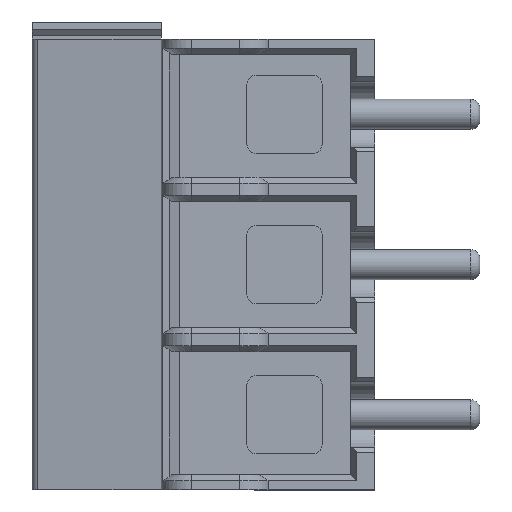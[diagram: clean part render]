
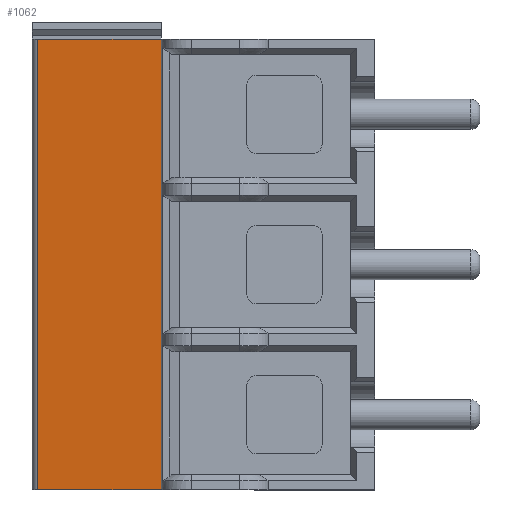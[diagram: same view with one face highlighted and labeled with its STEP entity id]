
A CAD part, left-side view. The second image highlights one B-rep face of the part: STEP entity #1062.
In plain terms, the highlighted face is planar.
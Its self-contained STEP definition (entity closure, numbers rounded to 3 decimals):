
#492 = VERTEX_POINT ( 'NONE', #9553 ) ;
#1062 = ADVANCED_FACE ( 'NONE', ( #4842 ), #9025, .T. ) ;
#1118 = VECTOR ( 'NONE', #2985, 1000. ) ;
#1504 = VERTEX_POINT ( 'NONE', #6479 ) ;
#2110 = CARTESIAN_POINT ( 'NONE',  ( 54.205, 34.003, 12.648 ) ) ;
#2382 = EDGE_CURVE ( 'NONE', #492, #1504, #8088, .T. ) ;
#2587 = ORIENTED_EDGE ( 'NONE', *, *, #8377, .T. ) ;
#2985 = DIRECTION ( 'NONE',  ( 0., 1., 0. ) ) ;
#3133 = CARTESIAN_POINT ( 'NONE',  ( 54.205, 31.353, 12.648 ) ) ;
#3450 = VERTEX_POINT ( 'NONE', #2110 ) ;
#3769 = ORIENTED_EDGE ( 'NONE', *, *, #11496, .F. ) ;
#3807 = DIRECTION ( 'NONE',  ( -0.122, 0., 0.993 ) ) ;
#3891 = CARTESIAN_POINT ( 'NONE',  ( 53.7, 49.003, 16.767 ) ) ;
#4842 = FACE_OUTER_BOUND ( 'NONE', #6743, .T. ) ;
#5888 = LINE ( 'NONE', #13399, #6116 ) ;
#5985 = DIRECTION ( 'NONE',  ( 0.122, 0., -0.993 ) ) ;
#6116 = VECTOR ( 'NONE', #3807, 1000. ) ;
#6479 = CARTESIAN_POINT ( 'NONE',  ( 54.205, 49.003, 12.648 ) ) ;
#6559 = VERTEX_POINT ( 'NONE', #9239 ) ;
#6743 = EDGE_LOOP ( 'NONE', ( #7039, #3769, #2587, #12063 ) ) ;
#7039 = ORIENTED_EDGE ( 'NONE', *, *, #10284, .T. ) ;
#7813 = LINE ( 'NONE', #9992, #12107 ) ;
#8088 = LINE ( 'NONE', #3891, #8215 ) ;
#8192 = DIRECTION ( 'NONE',  ( 0.993, 0., 0.122 ) ) ;
#8215 = VECTOR ( 'NONE', #5985, 1000. ) ;
#8377 = EDGE_CURVE ( 'NONE', #3450, #1504, #9538, .T. ) ;
#9025 = PLANE ( 'NONE',  #11544 ) ;
#9239 = CARTESIAN_POINT ( 'NONE',  ( 53.7, 34.003, 16.767 ) ) ;
#9538 = LINE ( 'NONE', #3133, #1118 ) ;
#9553 = CARTESIAN_POINT ( 'NONE',  ( 53.7, 49.003, 16.767 ) ) ;
#9992 = CARTESIAN_POINT ( 'NONE',  ( 53.7, 31.353, 16.767 ) ) ;
#10284 = EDGE_CURVE ( 'NONE', #492, #6559, #7813, .T. ) ;
#11138 = DIRECTION ( 'NONE',  ( 0.122, 0., -0.993 ) ) ;
#11496 = EDGE_CURVE ( 'NONE', #3450, #6559, #5888, .T. ) ;
#11544 = AXIS2_PLACEMENT_3D ( 'NONE', #12266, #8192, #11138 ) ;
#12063 = ORIENTED_EDGE ( 'NONE', *, *, #2382, .F. ) ;
#12107 = VECTOR ( 'NONE', #13360, 1000. ) ;
#12266 = CARTESIAN_POINT ( 'NONE',  ( 54.199, 31.353, 12.697 ) ) ;
#13360 = DIRECTION ( 'NONE',  ( 0., -1., 0. ) ) ;
#13399 = CARTESIAN_POINT ( 'NONE',  ( 54.205, 34.003, 12.648 ) ) ;
